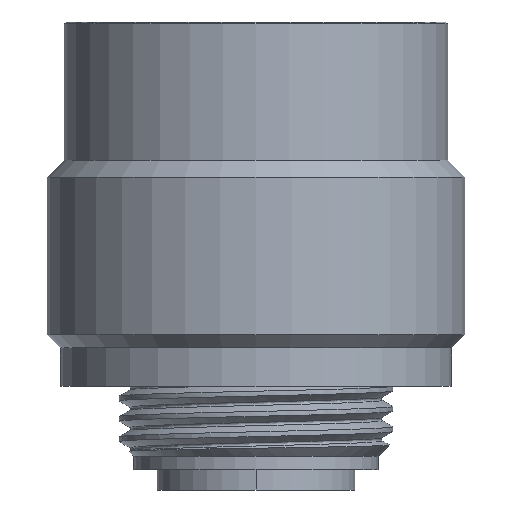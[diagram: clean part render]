
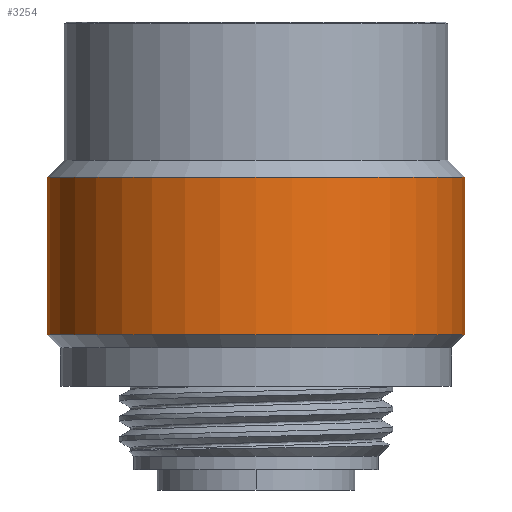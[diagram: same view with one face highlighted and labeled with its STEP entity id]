
A CAD part, front view. The second image highlights one B-rep face of the part: STEP entity #3254.
In plain terms, the highlighted cylindrical face has radius 10.9 mm (diameter 21.8 mm), a partial arc.
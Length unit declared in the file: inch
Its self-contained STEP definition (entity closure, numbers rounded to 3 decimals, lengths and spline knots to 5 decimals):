
#351=DIRECTION('',(0.,0.,-1.));
#352=VECTOR('',#351,0.32283);
#353=CARTESIAN_POINT('',(0.42913,0.,0.07677));
#354=LINE('',#353,#352);
#355=DIRECTION('',(0.,0.,-1.));
#356=VECTOR('',#355,0.32283);
#357=CARTESIAN_POINT('',(-0.42913,0.,0.07677));
#358=LINE('',#357,#356);
#359=CARTESIAN_POINT('',(0.,0.,0.07677));
#360=DIRECTION('',(0.,0.,-1.));
#361=DIRECTION('',(1.,0.,0.));
#362=AXIS2_PLACEMENT_3D('',#359,#360,#361);
#382=CARTESIAN_POINT('',(0.,0.,-0.24606));
#383=DIRECTION('',(0.,0.,-1.));
#384=DIRECTION('',(1.,0.,0.));
#385=AXIS2_PLACEMENT_3D('',#382,#383,#384);
#2601=CARTESIAN_POINT('',(0.42913,0.,0.07677));
#2603=VERTEX_POINT('',#2601);
#2604=CARTESIAN_POINT('',(0.42913,0.,-0.24606));
#2605=VERTEX_POINT('',#2604);
#2607=CARTESIAN_POINT('',(-0.42913,0.,0.07677));
#2609=VERTEX_POINT('',#2607);
#2610=CARTESIAN_POINT('',(-0.42913,0.,-0.24606));
#2611=VERTEX_POINT('',#2610);
#3240=CARTESIAN_POINT('',(0.,0.,-0.39327));
#3241=DIRECTION('',(0.,0.,1.));
#3242=DIRECTION('',(-1.,0.,0.));
#3243=AXIS2_PLACEMENT_3D('',#3240,#3241,#3242);
#3244=CYLINDRICAL_SURFACE('',#3243,0.42913);
#3246=ORIENTED_EDGE('',*,*,#3245,.T.);
#3248=ORIENTED_EDGE('',*,*,#3247,.T.);
#3250=ORIENTED_EDGE('',*,*,#3249,.F.);
#3251=ORIENTED_EDGE('',*,*,#3233,.F.);
#3252=EDGE_LOOP('',(#3246,#3248,#3250,#3251));
#3253=FACE_OUTER_BOUND('',#3252,.F.);
#3254=ADVANCED_FACE('',(#3253),#3244,.T.);
#363=CIRCLE('',#362,0.42913);
#386=CIRCLE('',#385,0.42913);
#3233=EDGE_CURVE('',#2603,#2609,#363,.T.);
#3245=EDGE_CURVE('',#2603,#2605,#354,.T.);
#3247=EDGE_CURVE('',#2605,#2611,#386,.T.);
#3249=EDGE_CURVE('',#2609,#2611,#358,.T.);
